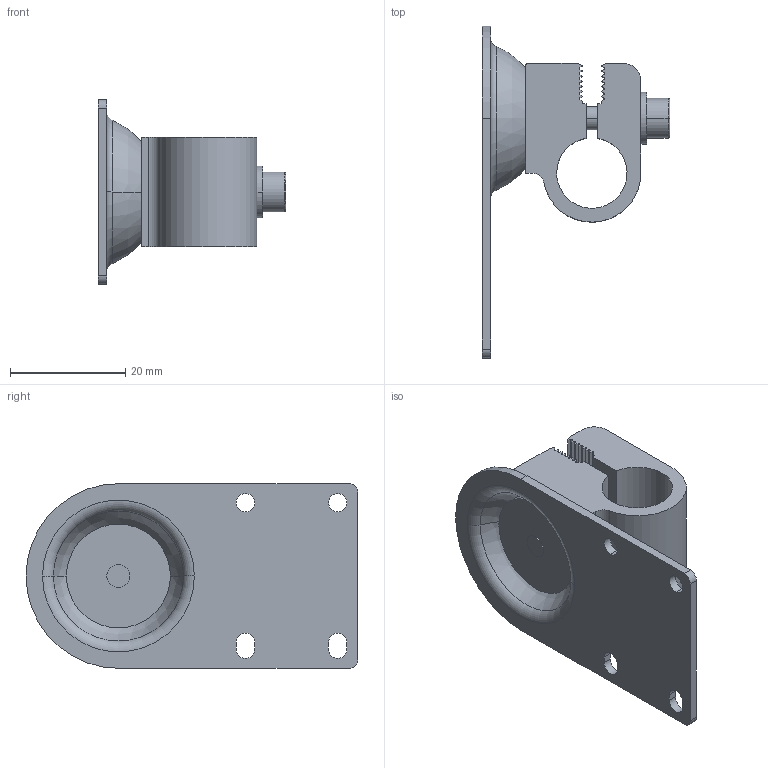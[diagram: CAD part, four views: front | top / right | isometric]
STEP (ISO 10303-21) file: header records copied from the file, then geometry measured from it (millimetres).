
FILE_DESCRIPTION((''),'2;1');
FILE_NAME('PRT0001','2019-10-30T10:26:33',('hhuscher'),(''),'CREO PARAMETRIC BY PTC INC, 2018420','CREO PARAMETRIC BY PTC INC, 2018420','');
FILE_SCHEMA(('CONFIG_CONTROL_DESIGN','SHAPE_APPEARANCE_LAYERS_GROUPS'));
Length unit declared in the file: millimetre
Products named in the file (1): PRT0001
Bounding box: 32.5 x 57.5 x 32 mm (x, y, z)
Volume: 9746.2 mm3; surface area: 8706.8 mm2
Topology: 1 solids, 1 shells, 132 faces, 342 edges, 222 vertices
Faces by surface type: plane 66, cylinder 46, sphere 10, torus 6, cone 4
Entity records: 4142 total; most frequent: DIRECTION 736, CARTESIAN_POINT 696, ORIENTED_EDGE 684, EDGE_CURVE 342, AXIS2_PLACEMENT_3D 262, VERTEX_POINT 222, VECTOR 212, LINE 212
